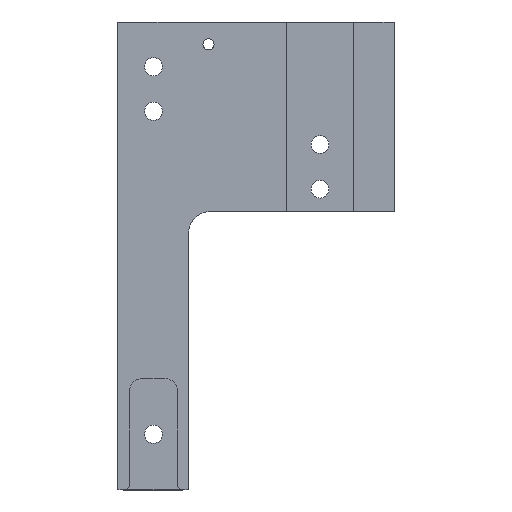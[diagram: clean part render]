
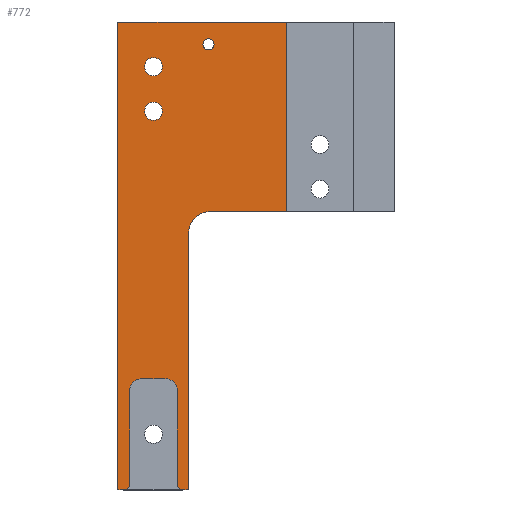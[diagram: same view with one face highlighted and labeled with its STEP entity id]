
A CAD part, top view. The second image highlights one B-rep face of the part: STEP entity #772.
In plain terms, the highlighted planar face has unit normal (0, 0, 1).
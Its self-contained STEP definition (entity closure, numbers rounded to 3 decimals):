
#33=FACE_BOUND('',#151,.T.);
#34=FACE_BOUND('',#152,.T.);
#35=FACE_BOUND('',#153,.T.);
#46=ELLIPSE('',#804,1.155,1.);
#48=ELLIPSE('',#808,1.155,1.);
#51=ELLIPSE('',#820,0.577,0.5);
#52=ELLIPSE('',#822,0.577,0.5);
#69=PLANE('',#853);
#107=FACE_OUTER_BOUND('',#150,.T.);
#150=EDGE_LOOP('',(#676,#677,#678,#679,#680,#681,#682,#683,#684,#685,#686,
#687,#688,#689,#690));
#151=EDGE_LOOP('',(#691));
#152=EDGE_LOOP('',(#692));
#153=EDGE_LOOP('',(#693));
#175=LINE('',#1089,#245);
#180=LINE('',#1099,#250);
#184=LINE('',#1106,#254);
#190=LINE('',#1118,#260);
#196=LINE('',#1139,#266);
#204=LINE('',#1176,#274);
#222=LINE('',#1375,#292);
#230=LINE('',#1389,#300);
#231=LINE('',#1391,#301);
#232=LINE('',#1393,#302);
#245=VECTOR('',#880,10.);
#250=VECTOR('',#887,10.);
#254=VECTOR('',#891,10.);
#260=VECTOR('',#901,10.);
#266=VECTOR('',#921,10.);
#274=VECTOR('',#965,10.);
#292=VECTOR('',#1033,10.);
#300=VECTOR('',#1047,10.);
#301=VECTOR('',#1050,10.);
#302=VECTOR('',#1053,10.);
#306=CIRCLE('',#791,0.5);
#308=CIRCLE('',#800,2.);
#311=CIRCLE('',#814,0.812);
#313=CIRCLE('',#817,0.812);
#327=VERTEX_POINT('',#1065);
#335=VERTEX_POINT('',#1086);
#336=VERTEX_POINT('',#1088);
#339=VERTEX_POINT('',#1096);
#340=VERTEX_POINT('',#1098);
#343=VERTEX_POINT('',#1104);
#347=VERTEX_POINT('',#1116);
#348=VERTEX_POINT('',#1120);
#352=VERTEX_POINT('',#1129);
#353=VERTEX_POINT('',#1131);
#355=VERTEX_POINT('',#1137);
#357=VERTEX_POINT('',#1143);
#361=VERTEX_POINT('',#1156);
#363=VERTEX_POINT('',#1162);
#365=VERTEX_POINT('',#1168);
#366=VERTEX_POINT('',#1172);
#393=VERTEX_POINT('',#1369);
#395=VERTEX_POINT('',#1373);
#400=EDGE_CURVE('',#327,#327,#306,.T.);
#411=EDGE_CURVE('',#336,#335,#175,.T.);
#416=EDGE_CURVE('',#339,#340,#180,.T.);
#420=EDGE_CURVE('',#343,#335,#184,.T.);
#426=EDGE_CURVE('',#347,#339,#190,.T.);
#427=EDGE_CURVE('',#348,#347,#308,.T.);
#432=EDGE_CURVE('',#352,#353,#46,.T.);
#436=EDGE_CURVE('',#355,#352,#196,.T.);
#439=EDGE_CURVE('',#357,#355,#48,.T.);
#445=EDGE_CURVE('',#361,#361,#311,.T.);
#448=EDGE_CURVE('',#363,#363,#313,.T.);
#451=EDGE_CURVE('',#340,#365,#51,.T.);
#453=EDGE_CURVE('',#366,#343,#52,.T.);
#455=EDGE_CURVE('',#366,#353,#204,.T.);
#494=EDGE_CURVE('',#393,#395,#222,.T.);
#502=EDGE_CURVE('',#393,#348,#230,.T.);
#503=EDGE_CURVE('',#357,#365,#231,.T.);
#504=EDGE_CURVE('',#336,#395,#232,.T.);
#676=ORIENTED_EDGE('',*,*,#453,.F.);
#677=ORIENTED_EDGE('',*,*,#455,.T.);
#678=ORIENTED_EDGE('',*,*,#432,.F.);
#679=ORIENTED_EDGE('',*,*,#436,.F.);
#680=ORIENTED_EDGE('',*,*,#439,.F.);
#681=ORIENTED_EDGE('',*,*,#503,.T.);
#682=ORIENTED_EDGE('',*,*,#451,.F.);
#683=ORIENTED_EDGE('',*,*,#416,.F.);
#684=ORIENTED_EDGE('',*,*,#426,.F.);
#685=ORIENTED_EDGE('',*,*,#427,.F.);
#686=ORIENTED_EDGE('',*,*,#502,.F.);
#687=ORIENTED_EDGE('',*,*,#494,.T.);
#688=ORIENTED_EDGE('',*,*,#504,.F.);
#689=ORIENTED_EDGE('',*,*,#411,.T.);
#690=ORIENTED_EDGE('',*,*,#420,.F.);
#691=ORIENTED_EDGE('',*,*,#400,.T.);
#692=ORIENTED_EDGE('',*,*,#445,.T.);
#693=ORIENTED_EDGE('',*,*,#448,.T.);
#772=ADVANCED_FACE('',(#107,#33,#34,#35),#69,.T.);
#791=AXIS2_PLACEMENT_3D('',#1066,#861,#862);
#800=AXIS2_PLACEMENT_3D('',#1121,#904,#905);
#804=AXIS2_PLACEMENT_3D('',#1132,#914,#915);
#808=AXIS2_PLACEMENT_3D('',#1145,#927,#928);
#814=AXIS2_PLACEMENT_3D('',#1157,#941,#942);
#817=AXIS2_PLACEMENT_3D('',#1163,#948,#949);
#820=AXIS2_PLACEMENT_3D('',#1169,#955,#956);
#822=AXIS2_PLACEMENT_3D('',#1173,#960,#961);
#853=AXIS2_PLACEMENT_3D('',#1392,#1051,#1052);
#861=DIRECTION('center_axis',(0.,0.,-1.));
#862=DIRECTION('ref_axis',(1.,0.,0.));
#880=DIRECTION('',(0.,-1.,0.));
#887=DIRECTION('',(-1.,0.,0.));
#891=DIRECTION('',(-1.,0.,0.));
#901=DIRECTION('',(0.,-1.,0.));
#904=DIRECTION('center_axis',(0.,0.,1.));
#905=DIRECTION('ref_axis',(-0.707,0.707,0.));
#914=DIRECTION('center_axis',(0.,0.,1.));
#915=DIRECTION('ref_axis',(-1.,0.,0.));
#921=DIRECTION('',(-1.,0.,0.));
#927=DIRECTION('center_axis',(0.,0.,1.));
#928=DIRECTION('ref_axis',(1.,0.,0.));
#941=DIRECTION('center_axis',(0.,0.,-1.));
#942=DIRECTION('ref_axis',(1.,0.,0.));
#948=DIRECTION('center_axis',(0.,0.,-1.));
#949=DIRECTION('ref_axis',(1.,0.,0.));
#955=DIRECTION('center_axis',(0.,0.,-1.));
#956=DIRECTION('ref_axis',(-1.,0.,0.));
#960=DIRECTION('center_axis',(0.,0.,-1.));
#961=DIRECTION('ref_axis',(1.,0.,0.));
#965=DIRECTION('',(0.,1.,0.));
#1033=DIRECTION('',(0.,1.,0.));
#1047=DIRECTION('',(-1.,0.,0.));
#1050=DIRECTION('',(0.,-1.,0.));
#1051=DIRECTION('center_axis',(0.,0.,1.));
#1052=DIRECTION('ref_axis',(1.,0.,0.));
#1053=DIRECTION('',(1.,0.,0.));
#1065=CARTESIAN_POINT('',(-4.763,6.5,0.775));
#1066=CARTESIAN_POINT('Origin',(-4.263,6.5,0.775));
#1086=CARTESIAN_POINT('',(-12.4,-33.5,0.775));
#1088=CARTESIAN_POINT('',(-12.4,8.5,0.775));
#1089=CARTESIAN_POINT('',(-12.4,0.,0.775));
#1096=CARTESIAN_POINT('',(-6.066,-33.5,0.775));
#1098=CARTESIAN_POINT('',(-6.489,-33.5,0.775));
#1099=CARTESIAN_POINT('',(2.737,-33.5,0.775));
#1104=CARTESIAN_POINT('',(-11.911,-33.5,0.775));
#1106=CARTESIAN_POINT('',(-11.334,-33.5,0.775));
#1116=CARTESIAN_POINT('',(-6.066,-10.5,0.775));
#1118=CARTESIAN_POINT('',(-6.066,-8.5,0.775));
#1120=CARTESIAN_POINT('',(-4.066,-8.5,0.775));
#1121=CARTESIAN_POINT('Origin',(-4.066,-10.5,0.775));
#1129=CARTESIAN_POINT('',(-10.179,-23.5,0.775));
#1131=CARTESIAN_POINT('',(-11.334,-24.5,0.775));
#1132=CARTESIAN_POINT('Origin',(-10.179,-24.5,0.775));
#1137=CARTESIAN_POINT('',(-8.221,-23.5,0.775));
#1139=CARTESIAN_POINT('',(-7.066,-23.5,0.775));
#1143=CARTESIAN_POINT('',(-7.066,-24.5,0.775));
#1145=CARTESIAN_POINT('Origin',(-8.221,-24.5,0.775));
#1156=CARTESIAN_POINT('',(-10.012,4.5,0.775));
#1157=CARTESIAN_POINT('Origin',(-9.2,4.5,0.775));
#1162=CARTESIAN_POINT('',(-10.012,0.5,0.775));
#1163=CARTESIAN_POINT('Origin',(-9.2,0.5,0.775));
#1168=CARTESIAN_POINT('',(-7.066,-33.,0.775));
#1169=CARTESIAN_POINT('Origin',(-6.489,-33.,0.775));
#1172=CARTESIAN_POINT('',(-11.334,-33.,0.775));
#1173=CARTESIAN_POINT('Origin',(-11.911,-33.,0.775));
#1176=CARTESIAN_POINT('',(-11.334,4.25,0.775));
#1369=CARTESIAN_POINT('',(2.737,-8.5,0.775));
#1373=CARTESIAN_POINT('',(2.737,8.5,0.775));
#1375=CARTESIAN_POINT('',(2.737,4.25,0.775));
#1389=CARTESIAN_POINT('',(12.4,-8.5,0.775));
#1391=CARTESIAN_POINT('',(-7.066,4.25,0.775));
#1392=CARTESIAN_POINT('Origin',(-12.4,0.,0.775));
#1393=CARTESIAN_POINT('',(12.4,8.5,0.775));
